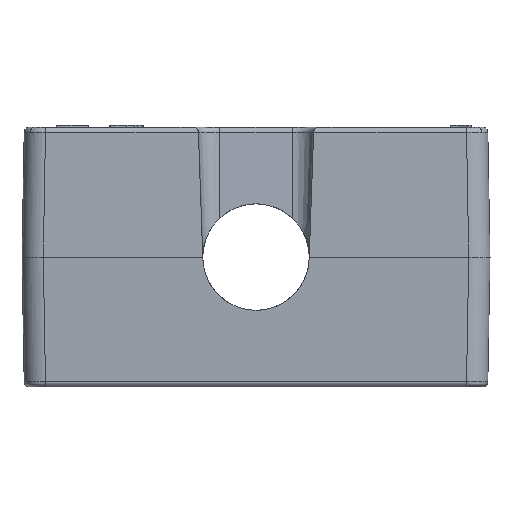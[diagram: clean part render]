
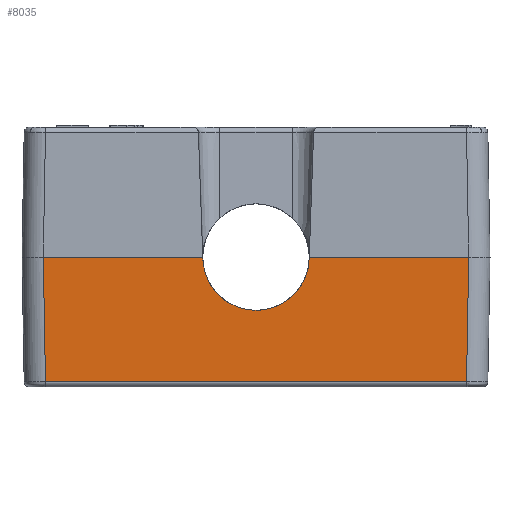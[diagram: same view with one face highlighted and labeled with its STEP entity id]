
A CAD part, front view. The second image highlights one B-rep face of the part: STEP entity #8035.
In plain terms, the highlighted planar face has unit normal (0, -1, -0.018).
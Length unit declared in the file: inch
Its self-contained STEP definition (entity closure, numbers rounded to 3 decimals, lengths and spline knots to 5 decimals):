
#146 = CARTESIAN_POINT ( 'NONE',  ( 0., -0.43086, -0.09843 ) ) ;
#206 = LINE ( 'NONE', #6208, #13912 ) ;
#544 = ORIENTED_EDGE ( 'NONE', *, *, #14340, .T. ) ;
#795 = DIRECTION ( 'NONE',  ( -0.035, -0.017, 0.999 ) ) ;
#874 = CARTESIAN_POINT ( 'NONE',  ( 0.39321, -0.43258, 0. ) ) ;
#1171 = CARTESIAN_POINT ( 'NONE',  ( 0.09837, -0.43252, -0.00343 ) ) ;
#1346 = DIRECTION ( 'NONE',  ( 0.017, 0.017, -1. ) ) ;
#1429 = EDGE_CURVE ( 'NONE', #12672, #10952, #6115, .T. ) ;
#1450 = VECTOR ( 'NONE', #5709, 39.37008 ) ;
#1594 = ORIENTED_EDGE ( 'NONE', *, *, #4828, .T. ) ;
#1672 = VECTOR ( 'NONE', #9423, 39.37008 ) ;
#1975 =( BOUNDED_CURVE ( )  B_SPLINE_CURVE ( 3, ( #1171, #15998, #11139, #9998 ),
 .UNSPECIFIED., .F., .T. ) 
 B_SPLINE_CURVE_WITH_KNOTS ( ( 4, 4 ),
 ( 4.7473, 6.28319 ),
 .UNSPECIFIED. ) 
 CURVE ( )  GEOMETRIC_REPRESENTATION_ITEM ( )  RATIONAL_B_SPLINE_CURVE ( ( 1., 0.813, 0.813, 1. ) ) 
 REPRESENTATION_ITEM ( '' )  );
#2004 = DIRECTION ( 'NONE',  ( 0.017, -0.017, 1. ) ) ;
#2127 = ORIENTED_EDGE ( 'NONE', *, *, #14872, .T. ) ;
#2654 = VERTEX_POINT ( 'NONE', #12910 ) ;
#2830 = CARTESIAN_POINT ( 'NONE',  ( -0.09837, -0.43252, -0.00343 ) ) ;
#3312 = CARTESIAN_POINT ( 'NONE',  ( 0.09849, -0.43258, 0. ) ) ;
#3426 = ORIENTED_EDGE ( 'NONE', *, *, #10866, .T. ) ;
#3543 = CARTESIAN_POINT ( 'NONE',  ( 0., -0.43086, -0.09843 ) ) ;
#3667 = DIRECTION ( 'NONE',  ( 0., 0.017, -1. ) ) ;
#3899 = ORIENTED_EDGE ( 'NONE', *, *, #1429, .F. ) ;
#4241 = ORIENTED_EDGE ( 'NONE', *, *, #15971, .T. ) ;
#4489 = EDGE_CURVE ( 'NONE', #10687, #10072, #5555, .T. ) ;
#4585 = CARTESIAN_POINT ( 'NONE',  ( 0.39309, -0.43246, -0.00686 ) ) ;
#4647 = CARTESIAN_POINT ( 'NONE',  ( 0.09837, -0.43252, -0.00343 ) ) ;
#4828 = EDGE_CURVE ( 'NONE', #6820, #10952, #15758, .T. ) ;
#5555 = LINE ( 'NONE', #11871, #1450 ) ;
#5590 = CARTESIAN_POINT ( 'NONE',  ( -0.09837, -0.43252, -0.00343 ) ) ;
#5709 = DIRECTION ( 'NONE',  ( 1., 0., 0. ) ) ;
#6115 = LINE ( 'NONE', #11060, #15347 ) ;
#6208 = CARTESIAN_POINT ( 'NONE',  ( -0.38904, -0.4284, -0.23931 ) ) ;
#6616 = VECTOR ( 'NONE', #2004, 39.37008 ) ;
#6811 = CARTESIAN_POINT ( 'NONE',  ( 0.38919, -0.42856, -0.23033 ) ) ;
#6820 = VERTEX_POINT ( 'NONE', #6811 ) ;
#7233 = LINE ( 'NONE', #4647, #1672 ) ;
#7504 = ORIENTED_EDGE ( 'NONE', *, *, #14569, .T. ) ;
#7540 = CARTESIAN_POINT ( 'NONE',  ( 0., -0.43258, 0. ) ) ;
#8035 = ADVANCED_FACE ( 'NONE', ( #14767 ), #12415, .T. ) ;
#8206 = ORIENTED_EDGE ( 'NONE', *, *, #12395, .T. ) ;
#8450 = EDGE_LOOP ( 'NONE', ( #544, #2127, #1594, #3899, #8206, #7504, #4241, #3426, #15167 ) ) ;
#8592 = LINE ( 'NONE', #8677, #12886 ) ;
#8677 = CARTESIAN_POINT ( 'NONE',  ( 0., -0.42856, -0.23033 ) ) ;
#9139 = LINE ( 'NONE', #5590, #15103 ) ;
#9215 = CARTESIAN_POINT ( 'NONE',  ( -0.09837, -0.43252, -0.00343 ) ) ;
#9423 = DIRECTION ( 'NONE',  ( -0.035, 0.017, -0.999 ) ) ;
#9998 = CARTESIAN_POINT ( 'NONE',  ( 0., -0.43086, -0.09843 ) ) ;
#10072 = VERTEX_POINT ( 'NONE', #14023 ) ;
#10331 = VERTEX_POINT ( 'NONE', #9215 ) ;
#10687 = VERTEX_POINT ( 'NONE', #12696 ) ;
#10866 = EDGE_CURVE ( 'NONE', #10331, #10072, #9139, .T. ) ;
#10885 =( BOUNDED_CURVE ( )  B_SPLINE_CURVE ( 3, ( #146, #15151, #11508, #2830 ),
 .UNSPECIFIED., .F., .F. ) 
 B_SPLINE_CURVE_WITH_KNOTS ( ( 4, 4 ),
 ( 3.14159, 4.67748 ),
 .UNSPECIFIED. ) 
 CURVE ( )  GEOMETRIC_REPRESENTATION_ITEM ( )  RATIONAL_B_SPLINE_CURVE ( ( 1., 0.813, 0.813, 1. ) ) 
 REPRESENTATION_ITEM ( '' )  );
#10952 = VERTEX_POINT ( 'NONE', #874 ) ;
#11060 = CARTESIAN_POINT ( 'NONE',  ( 0., -0.43258, 0. ) ) ;
#11139 = CARTESIAN_POINT ( 'NONE',  ( 0.05607, -0.43086, -0.09843 ) ) ;
#11508 = CARTESIAN_POINT ( 'NONE',  ( -0.09641, -0.43154, -0.05947 ) ) ;
#11871 = CARTESIAN_POINT ( 'NONE',  ( 0., -0.43258, 0. ) ) ;
#12395 = EDGE_CURVE ( 'NONE', #12672, #2654, #7233, .T. ) ;
#12415 = PLANE ( 'NONE',  #15372 ) ;
#12651 = VERTEX_POINT ( 'NONE', #15255 ) ;
#12672 = VERTEX_POINT ( 'NONE', #3312 ) ;
#12696 = CARTESIAN_POINT ( 'NONE',  ( -0.39321, -0.43258, 0. ) ) ;
#12886 = VECTOR ( 'NONE', #14834, 39.37008 ) ;
#12910 = CARTESIAN_POINT ( 'NONE',  ( 0.09837, -0.43252, -0.00343 ) ) ;
#13551 = DIRECTION ( 'NONE',  ( 0., -1., -0.017 ) ) ;
#13912 = VECTOR ( 'NONE', #1346, 39.37008 ) ;
#14023 = CARTESIAN_POINT ( 'NONE',  ( -0.09849, -0.43258, 0. ) ) ;
#14326 = VERTEX_POINT ( 'NONE', #3543 ) ;
#14340 = EDGE_CURVE ( 'NONE', #10687, #12651, #206, .T. ) ;
#14569 = EDGE_CURVE ( 'NONE', #2654, #14326, #1975, .T. ) ;
#14767 = FACE_OUTER_BOUND ( 'NONE', #8450, .T. ) ;
#14834 = DIRECTION ( 'NONE',  ( 1., 0., 0. ) ) ;
#14872 = EDGE_CURVE ( 'NONE', #12651, #6820, #8592, .T. ) ;
#15103 = VECTOR ( 'NONE', #795, 39.37008 ) ;
#15151 = CARTESIAN_POINT ( 'NONE',  ( -0.05607, -0.43086, -0.09843 ) ) ;
#15167 = ORIENTED_EDGE ( 'NONE', *, *, #4489, .F. ) ;
#15255 = CARTESIAN_POINT ( 'NONE',  ( -0.38919, -0.42856, -0.23033 ) ) ;
#15347 = VECTOR ( 'NONE', #15996, 39.37008 ) ;
#15372 = AXIS2_PLACEMENT_3D ( 'NONE', #7540, #13551, #3667 ) ;
#15758 = LINE ( 'NONE', #4585, #6616 ) ;
#15971 = EDGE_CURVE ( 'NONE', #14326, #10331, #10885, .T. ) ;
#15996 = DIRECTION ( 'NONE',  ( 1., 0., 0. ) ) ;
#15998 = CARTESIAN_POINT ( 'NONE',  ( 0.09641, -0.43154, -0.05947 ) ) ;
